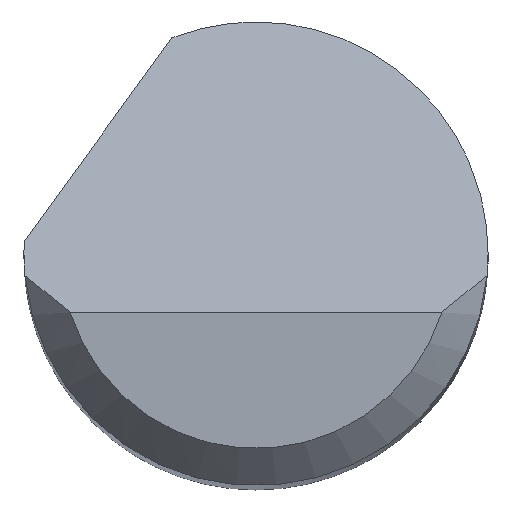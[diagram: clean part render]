
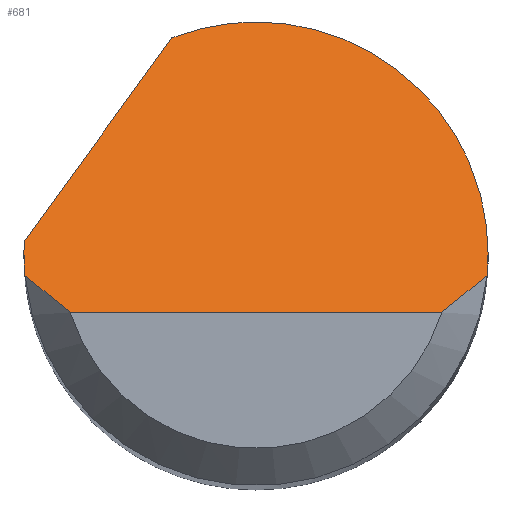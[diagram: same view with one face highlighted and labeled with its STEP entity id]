
A CAD part, top view. The second image highlights one B-rep face of the part: STEP entity #681.
In plain terms, the highlighted planar face has unit normal (0, 0.707, 0.707).
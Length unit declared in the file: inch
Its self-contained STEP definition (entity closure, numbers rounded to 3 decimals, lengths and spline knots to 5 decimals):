
#3 = CARTESIAN_POINT ( 'NONE',  ( -0.03394, 0.08739, 1.88886 ) ) ;
#8 = EDGE_CURVE ( 'NONE', #149, #115, #574, .T. ) ;
#9 = LINE ( 'NONE', #748, #365 ) ;
#18 = DIRECTION ( 'NONE',  ( 0.456, 0.629, -0.629 ) ) ;
#23 = ORIENTED_EDGE ( 'NONE', *, *, #8, .T. ) ;
#24 = CARTESIAN_POINT ( 'NONE',  ( -0.03394, 0.08739, 1.88886 ) ) ;
#26 = CARTESIAN_POINT ( 'NONE',  ( 0.07508, -0.02375, 2. ) ) ;
#49 = VERTEX_POINT ( 'NONE', #26 ) ;
#59 = CARTESIAN_POINT ( 'NONE',  ( -0.09334, -0.00875, 1.985 ) ) ;
#71 = VERTEX_POINT ( 'NONE', #770 ) ;
#72 = CARTESIAN_POINT ( 'NONE',  ( -0.09375, 0.00167, 1.97458 ) ) ;
#75 = CARTESIAN_POINT ( 'NONE',  ( 0., -0.02375, 2. ) ) ;
#86 = CARTESIAN_POINT ( 'NONE',  ( -0.07508, -0.02375, 2. ) ) ;
#91 = ORIENTED_EDGE ( 'NONE', *, *, #677, .F. ) ;
#106 =( BOUNDED_CURVE ( )  B_SPLINE_CURVE ( 3, ( #621, #556, #187, #487 ),
 .UNSPECIFIED., .F., .T. ) 
 B_SPLINE_CURVE_WITH_KNOTS ( ( 4, 4 ),
 ( 1.5708, 1.66427 ),
 .UNSPECIFIED. ) 
 CURVE ( )  GEOMETRIC_REPRESENTATION_ITEM ( )  RATIONAL_B_SPLINE_CURVE ( ( 1., 0.999, 0.999, 1. ) ) 
 REPRESENTATION_ITEM ( '' )  );
#115 = VERTEX_POINT ( 'NONE', #363 ) ;
#128 = VERTEX_POINT ( 'NONE', #235 ) ;
#139 = ORIENTED_EDGE ( 'NONE', *, *, #656, .F. ) ;
#149 = VERTEX_POINT ( 'NONE', #657 ) ;
#153 = CARTESIAN_POINT ( 'NONE',  ( 0.07508, -0.02375, 2. ) ) ;
#163 =( BOUNDED_CURVE ( )  B_SPLINE_CURVE ( 3, ( #665, #72, #560, #659 ),
 .UNSPECIFIED., .F., .T. ) 
 B_SPLINE_CURVE_WITH_KNOTS ( ( 4, 4 ),
 ( 4.71239, 4.76575 ),
 .UNSPECIFIED. ) 
 CURVE ( )  GEOMETRIC_REPRESENTATION_ITEM ( )  RATIONAL_B_SPLINE_CURVE ( ( 1., 1., 1., 1. ) ) 
 REPRESENTATION_ITEM ( '' )  );
#165 = CARTESIAN_POINT ( 'NONE',  ( 0.08157, -0.019, 1.99525 ) ) ;
#187 = CARTESIAN_POINT ( 'NONE',  ( 0.09361, -0.00584, 1.98209 ) ) ;
#202 = FACE_OUTER_BOUND ( 'NONE', #262, .T. ) ;
#214 = LINE ( 'NONE', #75, #675 ) ;
#225 = AXIS2_PLACEMENT_3D ( 'NONE', #782, #445, #410 ) ;
#235 = CARTESIAN_POINT ( 'NONE',  ( -0.09362, 0.005, 1.97125 ) ) ;
#262 = EDGE_LOOP ( 'NONE', ( #351, #599, #493, #557, #139, #672, #91, #23 ) ) ;
#265 = CARTESIAN_POINT ( 'NONE',  ( -0.09375, -0.00292, 1.97917 ) ) ;
#268 = PLANE ( 'NONE',  #225 ) ;
#274 = EDGE_CURVE ( 'NONE', #767, #544, #106, .T. ) ;
#277 = CARTESIAN_POINT ( 'NONE',  ( 0.08761, -0.01397, 1.99022 ) ) ;
#296 = VERTEX_POINT ( 'NONE', #3 ) ;
#307 = CARTESIAN_POINT ( 'NONE',  ( -0.09375, 0., 1.97625 ) ) ;
#328 = DIRECTION ( 'NONE',  ( 1., 0., 0. ) ) ;
#351 = ORIENTED_EDGE ( 'NONE', *, *, #618, .T. ) ;
#363 = CARTESIAN_POINT ( 'NONE',  ( -0.07508, -0.02375, 2. ) ) ;
#365 = VECTOR ( 'NONE', #18, 39.37008 ) ;
#366 = CARTESIAN_POINT ( 'NONE',  ( 0.09375, 0.07266, 1.90359 ) ) ;
#410 = DIRECTION ( 'NONE',  ( 0., 0.707, -0.707 ) ) ;
#445 = DIRECTION ( 'NONE',  ( 0., -0.707, -0.707 ) ) ;
#487 = CARTESIAN_POINT ( 'NONE',  ( 0.09334, -0.00875, 1.985 ) ) ;
#493 = ORIENTED_EDGE ( 'NONE', *, *, #274, .F. ) ;
#508 =( BOUNDED_CURVE ( )  B_SPLINE_CURVE ( 3, ( #24, #566, #366, #509 ),
 .UNSPECIFIED., .F., .F. ) 
 B_SPLINE_CURVE_WITH_KNOTS ( ( 4, 4 ),
 ( 5.91277, 7.85398 ),
 .UNSPECIFIED. ) 
 CURVE ( )  GEOMETRIC_REPRESENTATION_ITEM ( )  RATIONAL_B_SPLINE_CURVE ( ( 1., 0.71, 0.71, 1. ) ) 
 REPRESENTATION_ITEM ( '' )  );
#509 = CARTESIAN_POINT ( 'NONE',  ( 0.09375, 0., 1.97625 ) ) ;
#515 = CARTESIAN_POINT ( 'NONE',  ( 0.09334, -0.00875, 1.985 ) ) ;
#517 = CARTESIAN_POINT ( 'NONE',  ( -0.09334, -0.00875, 1.985 ) ) ;
#524 = CARTESIAN_POINT ( 'NONE',  ( -0.08157, -0.019, 1.99525 ) ) ;
#537 = B_SPLINE_CURVE_WITH_KNOTS ( 'NONE', 3,
 ( #153, #165, #277, #515 ),
 .UNSPECIFIED., .F., .F.,
 ( 4, 4 ),
 ( 0., 0.00071 ),
 .UNSPECIFIED. ) ;
#544 = VERTEX_POINT ( 'NONE', #689 ) ;
#556 = CARTESIAN_POINT ( 'NONE',  ( 0.09375, -0.00292, 1.97917 ) ) ;
#557 = ORIENTED_EDGE ( 'NONE', *, *, #623, .F. ) ;
#560 = CARTESIAN_POINT ( 'NONE',  ( -0.09371, 0.00333, 1.97292 ) ) ;
#563 = CARTESIAN_POINT ( 'NONE',  ( -0.09361, -0.00584, 1.98209 ) ) ;
#566 = CARTESIAN_POINT ( 'NONE',  ( 0.03379, 0.11369, 1.86256 ) ) ;
#574 = B_SPLINE_CURVE_WITH_KNOTS ( 'NONE', 3,
 ( #517, #697, #524, #86 ),
 .UNSPECIFIED., .F., .F.,
 ( 4, 4 ),
 ( 0., 0.00071 ),
 .UNSPECIFIED. ) ;
#599 = ORIENTED_EDGE ( 'NONE', *, *, #731, .T. ) ;
#618 = EDGE_CURVE ( 'NONE', #115, #49, #214, .T. ) ;
#621 = CARTESIAN_POINT ( 'NONE',  ( 0.09375, 0., 1.97625 ) ) ;
#623 = EDGE_CURVE ( 'NONE', #296, #767, #508, .T. ) ;
#642 = CARTESIAN_POINT ( 'NONE',  ( 0.09375, 0., 1.97625 ) ) ;
#651 = EDGE_CURVE ( 'NONE', #71, #128, #163, .T. ) ;
#656 = EDGE_CURVE ( 'NONE', #128, #296, #9, .T. ) ;
#657 = CARTESIAN_POINT ( 'NONE',  ( -0.09334, -0.00875, 1.985 ) ) ;
#659 = CARTESIAN_POINT ( 'NONE',  ( -0.09362, 0.005, 1.97125 ) ) ;
#665 = CARTESIAN_POINT ( 'NONE',  ( -0.09375, 0., 1.97625 ) ) ;
#671 =( BOUNDED_CURVE ( )  B_SPLINE_CURVE ( 3, ( #59, #563, #265, #307 ),
 .UNSPECIFIED., .F., .F. ) 
 B_SPLINE_CURVE_WITH_KNOTS ( ( 4, 4 ),
 ( 4.61892, 4.71239 ),
 .UNSPECIFIED. ) 
 CURVE ( )  GEOMETRIC_REPRESENTATION_ITEM ( )  RATIONAL_B_SPLINE_CURVE ( ( 1., 0.999, 0.999, 1. ) ) 
 REPRESENTATION_ITEM ( '' )  );
#672 = ORIENTED_EDGE ( 'NONE', *, *, #651, .F. ) ;
#675 = VECTOR ( 'NONE', #328, 39.37008 ) ;
#677 = EDGE_CURVE ( 'NONE', #149, #71, #671, .T. ) ;
#681 = ADVANCED_FACE ( 'NONE', ( #202 ), #268, .F. ) ;
#689 = CARTESIAN_POINT ( 'NONE',  ( 0.09334, -0.00875, 1.985 ) ) ;
#697 = CARTESIAN_POINT ( 'NONE',  ( -0.08761, -0.01397, 1.99022 ) ) ;
#731 = EDGE_CURVE ( 'NONE', #49, #544, #537, .T. ) ;
#748 = CARTESIAN_POINT ( 'NONE',  ( -0.11014, -0.01781, 1.99406 ) ) ;
#767 = VERTEX_POINT ( 'NONE', #642 ) ;
#770 = CARTESIAN_POINT ( 'NONE',  ( -0.09375, 0., 1.97625 ) ) ;
#782 = CARTESIAN_POINT ( 'NONE',  ( -0.09375, -0.02375, 2. ) ) ;
